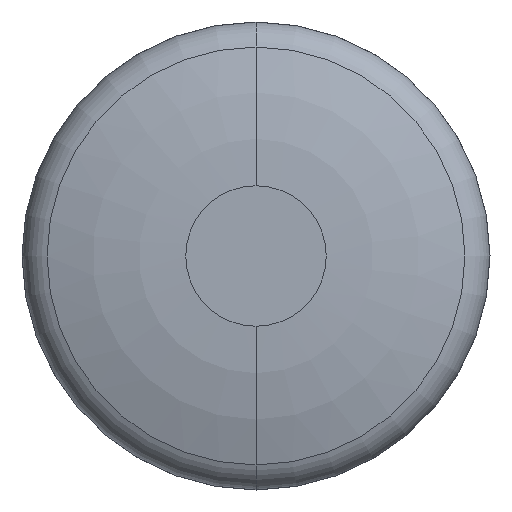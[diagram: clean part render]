
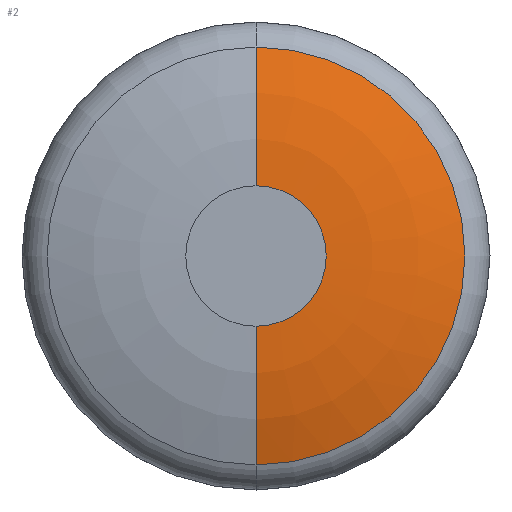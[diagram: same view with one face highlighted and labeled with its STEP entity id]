
A CAD part, front view. The second image highlights one B-rep face of the part: STEP entity #2.
In plain terms, the highlighted toroidal (fillet/blend) face has major radius 0.45 mm and minor radius 2.7 mm.
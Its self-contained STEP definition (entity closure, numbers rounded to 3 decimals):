
#2 = ADVANCED_FACE ( 'NONE', ( #234 ), #108, .T. ) ;
#5 = VERTEX_POINT ( 'NONE', #143 ) ;
#30 = EDGE_CURVE ( 'NONE', #543, #5, #149, .T. ) ;
#34 = CIRCLE ( 'NONE', #371, 1.339 ) ;
#40 = ORIENTED_EDGE ( 'NONE', *, *, #30, .F. ) ;
#56 = VERTEX_POINT ( 'NONE', #67 ) ;
#67 = CARTESIAN_POINT ( 'NONE',  ( 0., 0., 0.45 ) ) ;
#95 = ORIENTED_EDGE ( 'NONE', *, *, #361, .T. ) ;
#108 = TOROIDAL_SURFACE ( 'NONE', #349, 0.45, 2.7 ) ;
#119 = ORIENTED_EDGE ( 'NONE', *, *, #245, .F. ) ;
#125 = AXIS2_PLACEMENT_3D ( 'NONE', #485, #443, #191 ) ;
#128 = CARTESIAN_POINT ( 'NONE',  ( 0., 2.7, 0.45 ) ) ;
#143 = CARTESIAN_POINT ( 'NONE',  ( 0., 0., -0.45 ) ) ;
#147 = DIRECTION ( 'NONE',  ( 0., -1., 0. ) ) ;
#149 = CIRCLE ( 'NONE', #125, 2.7 ) ;
#157 = EDGE_LOOP ( 'NONE', ( #95, #228, #119, #40 ) ) ;
#176 = DIRECTION ( 'NONE',  ( 1., 0., 0. ) ) ;
#191 = DIRECTION ( 'NONE',  ( 0., 0., 1. ) ) ;
#228 = ORIENTED_EDGE ( 'NONE', *, *, #408, .T. ) ;
#234 = FACE_OUTER_BOUND ( 'NONE', #157, .T. ) ;
#245 = EDGE_CURVE ( 'NONE', #5, #56, #547, .T. ) ;
#295 = CIRCLE ( 'NONE', #427, 2.7 ) ;
#302 = DIRECTION ( 'NONE',  ( 0., 0., -1. ) ) ;
#305 = AXIS2_PLACEMENT_3D ( 'NONE', #544, #495, #374 ) ;
#307 = DIRECTION ( 'NONE',  ( 0., 0., -1. ) ) ;
#312 = CARTESIAN_POINT ( 'NONE',  ( 0., 0.151, 1.339 ) ) ;
#327 = DIRECTION ( 'NONE',  ( 0., 0., -1. ) ) ;
#349 = AXIS2_PLACEMENT_3D ( 'NONE', #527, #147, #327 ) ;
#361 = EDGE_CURVE ( 'NONE', #543, #481, #34, .T. ) ;
#364 = CARTESIAN_POINT ( 'NONE',  ( 0., 0.151, -1.339 ) ) ;
#371 = AXIS2_PLACEMENT_3D ( 'NONE', #509, #421, #302 ) ;
#374 = DIRECTION ( 'NONE',  ( 0., 0., -1. ) ) ;
#408 = EDGE_CURVE ( 'NONE', #481, #56, #295, .T. ) ;
#421 = DIRECTION ( 'NONE',  ( 0., -1., 0. ) ) ;
#427 = AXIS2_PLACEMENT_3D ( 'NONE', #128, #176, #307 ) ;
#443 = DIRECTION ( 'NONE',  ( -1., 0., 0. ) ) ;
#481 = VERTEX_POINT ( 'NONE', #312 ) ;
#485 = CARTESIAN_POINT ( 'NONE',  ( 0., 2.7, -0.45 ) ) ;
#495 = DIRECTION ( 'NONE',  ( 0., -1., 0. ) ) ;
#509 = CARTESIAN_POINT ( 'NONE',  ( 0., 0.151, 0. ) ) ;
#527 = CARTESIAN_POINT ( 'NONE',  ( 0., 2.7, 0. ) ) ;
#543 = VERTEX_POINT ( 'NONE', #364 ) ;
#544 = CARTESIAN_POINT ( 'NONE',  ( 0., 0., 0. ) ) ;
#547 = CIRCLE ( 'NONE', #305, 0.45 ) ;
